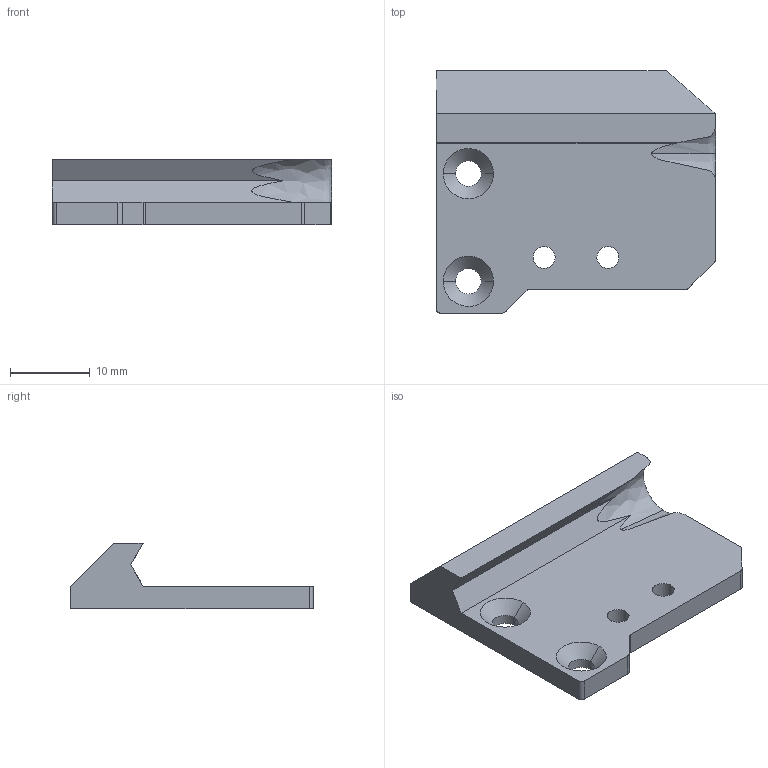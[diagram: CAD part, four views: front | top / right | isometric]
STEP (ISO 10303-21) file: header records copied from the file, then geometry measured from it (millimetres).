
FILE_DESCRIPTION(/* description */ (''),/* implementation_level */ '2;1');
FILE_NAME(/* name */ 'SmallWing',/* time_stamp */ '2020-07-23T11:37:41-07:00',/* author */ (''),/* organization */ (''),/* preprocessor_version */ 'ST-DEVELOPER v15',/* originating_system */ '',/* authorisation */ '');
FILE_SCHEMA (('AUTOMOTIVE_DESIGN'));
Length unit declared in the file: millimetre
Products named in the file (1): Document
Bounding box: 35 x 30.4 x 8.2 mm (x, y, z)
Volume: 3587.6 mm3; surface area: 2662.3 mm2
Topology: 1 solids, 1 shells, 33 faces, 89 edges, 58 vertices
Faces by surface type: bspline 24, plane 9
Entity records: 1334 total; most frequent: CARTESIAN_POINT 820, ORIENTED_EDGE 178, EDGE_CURVE 89, VERTEX_POINT 58, EDGE_LOOP 41, ADVANCED_FACE 33, FACE_OUTER_BOUND 33, B_SPLINE_CURVE_WITH_KNOTS 22
